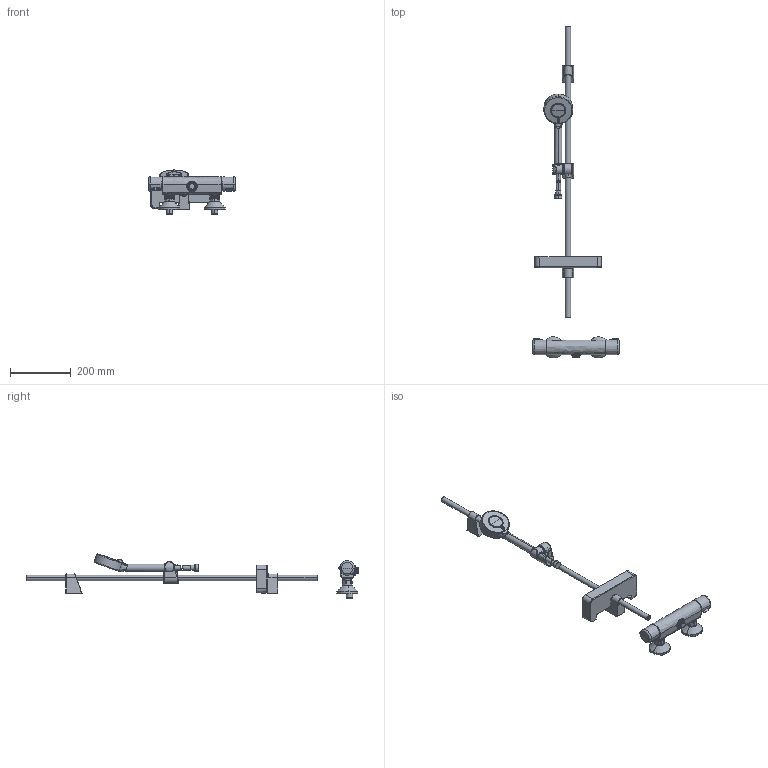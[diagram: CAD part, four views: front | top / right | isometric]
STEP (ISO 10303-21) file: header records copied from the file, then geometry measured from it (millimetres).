
FILE_DESCRIPTION (( 'STEP AP203' ), '1' );
FILE_NAME ('48150171.STEP', '2018-05-15T04:24:11', ( '' ), ( '' ), 'SwSTEP 2.0', 'SolidWorks 2016', '' );
FILE_SCHEMA (( 'CONFIG_CONTROL_DESIGN' ));
Length unit declared in the file: millimetre
Products named in the file (1): 48150171
Bounding box: 289.8 x 1097.1 x 145.52 mm (x, y, z)
Volume: 1683145.8 mm3; surface area: 320824.2 mm2
Topology: 26 solids, 26 shells, 766 faces, 1765 edges, 1056 vertices
Faces by surface type: bspline 282, cylinder 151, plane 139, cone 90, torus 76, sphere 28
Entity records: 43929 total; most frequent: CARTESIAN_POINT 28815, ORIENTED_EDGE 3490, DIRECTION 2633, EDGE_CURVE 1745, AXIS2_PLACEMENT_3D 1145, VERTEX_POINT 1054, EDGE_LOOP 793, ADVANCED_FACE 766
